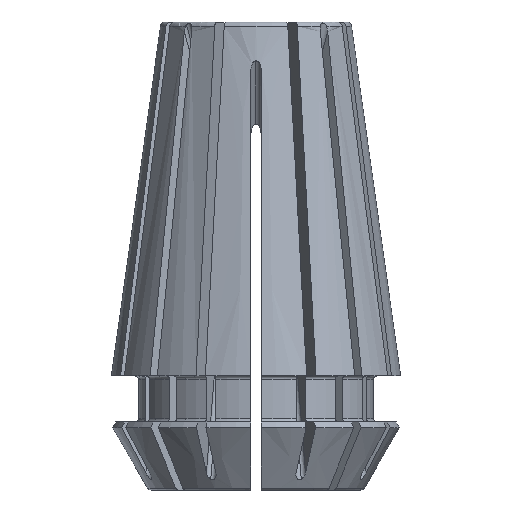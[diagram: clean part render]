
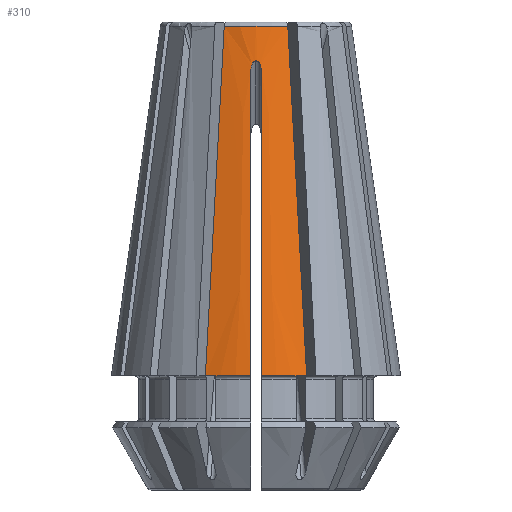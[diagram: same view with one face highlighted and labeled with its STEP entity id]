
A CAD part, front view. The second image highlights one B-rep face of the part: STEP entity #310.
In plain terms, the highlighted conical face has half-angle 8 degrees and reference radius 5.613 mm.
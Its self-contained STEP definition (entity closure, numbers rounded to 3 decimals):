
#74=CARTESIAN_POINT('',(-1.868,-5.293,27.242));
#75=VERTEX_POINT('',#74);
#76=CARTESIAN_POINT('',(1.868,-5.293,27.242));
#77=VERTEX_POINT('',#76);
#78=CARTESIAN_POINT('',(0.,0.,27.242));
#79=DIRECTION('',(0.,0.,1.));
#80=DIRECTION('',(1.,0.,-0.));
#81=AXIS2_PLACEMENT_3D('',#78,#79,#80);
#82=CIRCLE('',#81,5.613);
#83=EDGE_CURVE('',#75,#77,#82,.T.);
#222=CARTESIAN_POINT('',(0.,0.,27.242));
#223=DIRECTION('',(0.,0.,-1.));
#224=DIRECTION('',(-1.,0.,0.));
#225=AXIS2_PLACEMENT_3D('',#222,#223,#224);
#226=CONICAL_SURFACE('',#225,5.613,8.);
#227=CARTESIAN_POINT('',(0.3,-8.495,6.7));
#228=VERTEX_POINT('',#227);
#229=CARTESIAN_POINT('',(2.974,-7.963,6.7));
#230=VERTEX_POINT('',#229);
#231=CARTESIAN_POINT('',(0.,0.,6.7));
#232=DIRECTION('',(0.,0.,1.));
#233=DIRECTION('',(-1.,0.,0.));
#234=AXIS2_PLACEMENT_3D('',#231,#232,#233);
#235=CIRCLE('',#234,8.5);
#236=EDGE_CURVE('',#228,#230,#235,.T.);
#237=ORIENTED_EDGE('',*,*,#236,.T.);
#238=CARTESIAN_POINT('',(2.974,-7.963,6.7));
#239=CARTESIAN_POINT('',(2.605,-7.073,13.547));
#240=CARTESIAN_POINT('',(2.237,-6.184,20.395));
#241=CARTESIAN_POINT('',(1.868,-5.293,27.242));
#242=B_SPLINE_CURVE_WITH_KNOTS('',3,(#238,#239,#240,#241),.UNSPECIFIED.,.F.,.F.,(4,4),(0.,0.02),.UNSPECIFIED.);
#243=EDGE_CURVE('',#230,#77,#242,.T.);
#244=ORIENTED_EDGE('',*,*,#243,.T.);
#245=ORIENTED_EDGE('',*,*,#83,.F.);
#246=CARTESIAN_POINT('',(-2.974,-7.963,6.7));
#247=VERTEX_POINT('',#246);
#248=CARTESIAN_POINT('',(-2.974,-7.963,6.7));
#249=CARTESIAN_POINT('',(-2.605,-7.073,13.547));
#250=CARTESIAN_POINT('',(-2.237,-6.184,20.395));
#251=CARTESIAN_POINT('',(-1.868,-5.293,27.242));
#252=B_SPLINE_CURVE_WITH_KNOTS('',3,(#248,#249,#250,#251),.UNSPECIFIED.,.F.,.F.,(4,4),(0.,0.02),.UNSPECIFIED.);
#253=EDGE_CURVE('',#247,#75,#252,.T.);
#254=ORIENTED_EDGE('',*,*,#253,.F.);
#255=CARTESIAN_POINT('',(-0.3,-8.495,6.7));
#256=VERTEX_POINT('',#255);
#257=CARTESIAN_POINT('',(0.,0.,6.7));
#258=DIRECTION('',(0.,0.,1.));
#259=DIRECTION('',(-1.,0.,0.));
#260=AXIS2_PLACEMENT_3D('',#257,#258,#259);
#261=CIRCLE('',#260,8.5);
#262=EDGE_CURVE('',#247,#256,#261,.T.);
#263=ORIENTED_EDGE('',*,*,#262,.T.);
#264=CARTESIAN_POINT('',(-0.3,-5.96,24.722));
#265=VERTEX_POINT('',#264);
#266=CARTESIAN_POINT('',(-0.3,-8.495,6.7));
#267=CARTESIAN_POINT('',(-0.3,-7.65,12.707));
#268=CARTESIAN_POINT('',(-0.3,-6.805,18.715));
#269=CARTESIAN_POINT('',(-0.3,-5.96,24.722));
#270=B_SPLINE_CURVE_WITH_KNOTS('',3,(#266,#267,#268,#269),.UNSPECIFIED.,.F.,.F.,(4,4),(0.011,0.03),.UNSPECIFIED.);
#271=EDGE_CURVE('',#256,#265,#270,.T.);
#272=ORIENTED_EDGE('',*,*,#271,.T.);
#273=CARTESIAN_POINT('',(0.,-5.898,25.215));
#274=VERTEX_POINT('',#273);
#275=CARTESIAN_POINT('',(-0.3,-5.96,24.722));
#276=CARTESIAN_POINT('',(-0.3,-5.945,24.828));
#277=CARTESIAN_POINT('',(-0.27,-5.924,24.984));
#278=CARTESIAN_POINT('',(-0.155,-5.903,25.164));
#279=CARTESIAN_POINT('',(0.,-5.895,25.241));
#280=CARTESIAN_POINT('',(0.154,-5.903,25.164));
#281=CARTESIAN_POINT('',(0.27,-5.924,24.984));
#282=CARTESIAN_POINT('',(0.3,-5.945,24.827));
#283=CARTESIAN_POINT('',(0.3,-5.96,24.722));
#284=B_SPLINE_CURVE_WITH_KNOTS('',3,(#275,#276,#277,#278,#279,#280,#281,#282,#283),.UNSPECIFIED.,.F.,.F.,(4,1,1,1,1,1,4),(0.,0.,0.,0.001,0.001,0.001,0.001),.UNSPECIFIED.);
#285=EDGE_CURVE('',#265,#274,#284,.T.);
#286=ORIENTED_EDGE('',*,*,#285,.T.);
#287=CARTESIAN_POINT('',(0.3,-5.96,24.722));
#288=VERTEX_POINT('',#287);
#289=CARTESIAN_POINT('',(-0.3,-5.96,24.722));
#290=CARTESIAN_POINT('',(-0.3,-5.945,24.828));
#291=CARTESIAN_POINT('',(-0.27,-5.924,24.984));
#292=CARTESIAN_POINT('',(-0.155,-5.903,25.164));
#293=CARTESIAN_POINT('',(0.,-5.895,25.241));
#294=CARTESIAN_POINT('',(0.154,-5.903,25.164));
#295=CARTESIAN_POINT('',(0.27,-5.924,24.984));
#296=CARTESIAN_POINT('',(0.3,-5.945,24.827));
#297=CARTESIAN_POINT('',(0.3,-5.96,24.722));
#298=B_SPLINE_CURVE_WITH_KNOTS('',3,(#289,#290,#291,#292,#293,#294,#295,#296,#297),.UNSPECIFIED.,.F.,.F.,(4,1,1,1,1,1,4),(0.,0.,0.,0.001,0.001,0.001,0.001),.UNSPECIFIED.);
#299=EDGE_CURVE('',#274,#288,#298,.T.);
#300=ORIENTED_EDGE('',*,*,#299,.T.);
#301=CARTESIAN_POINT('',(0.3,-8.495,6.7));
#302=CARTESIAN_POINT('',(0.3,-7.65,12.707));
#303=CARTESIAN_POINT('',(0.3,-6.805,18.715));
#304=CARTESIAN_POINT('',(0.3,-5.96,24.722));
#305=B_SPLINE_CURVE_WITH_KNOTS('',3,(#301,#302,#303,#304),.UNSPECIFIED.,.F.,.F.,(4,4),(0.011,0.03),.UNSPECIFIED.);
#306=EDGE_CURVE('',#228,#288,#305,.T.);
#307=ORIENTED_EDGE('',*,*,#306,.F.);
#308=EDGE_LOOP('',(#237,#244,#245,#254,#263,#272,#286,#300,#307));
#309=FACE_BOUND('',#308,.T.);
#310=ADVANCED_FACE('',(#309),#226,.T.);
